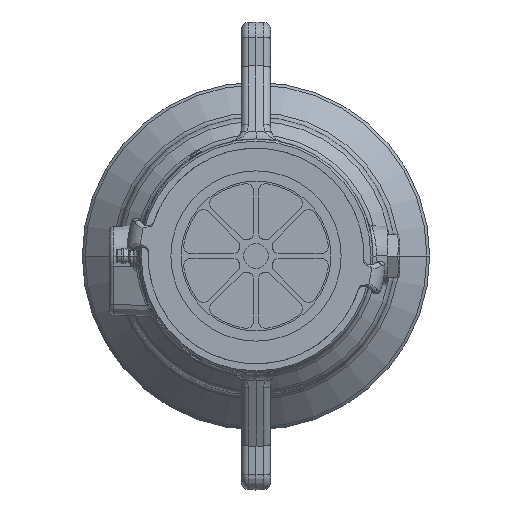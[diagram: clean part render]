
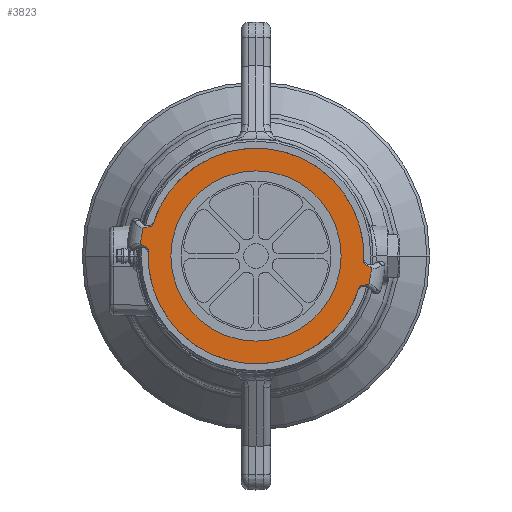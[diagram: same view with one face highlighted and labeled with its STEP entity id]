
A CAD part, left-side view. The second image highlights one B-rep face of the part: STEP entity #3823.
In plain terms, the highlighted planar face has unit normal (-1, 0, 0).
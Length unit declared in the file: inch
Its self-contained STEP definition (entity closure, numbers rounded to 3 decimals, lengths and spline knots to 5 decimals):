
#1=CARTESIAN_POINT('',(-9.938,0.,0.));
#2=DIRECTION('',(-1.,0.,0.));
#3=DIRECTION('',(0.,-0.998,-0.062));
#4=AXIS2_PLACEMENT_3D('',#1,#2,#3);
#954=CARTESIAN_POINT('',(-9.938,-1.96203,-0.02864));
#955=DIRECTION('',(-1.,0.,0.));
#956=DIRECTION('',(0.,0.821,-0.571));
#957=AXIS2_PLACEMENT_3D('',#954,#955,#956);
#959=CARTESIAN_POINT('',(-9.938,-1.93262,
-0.47131));
#960=CARTESIAN_POINT('',(-9.938,-1.94283,
-0.42946));
#961=CARTESIAN_POINT('',(-9.938,-1.96047,
-0.34543));
#962=CARTESIAN_POINT('',(-9.938,-1.97258,
-0.26067));
#963=CARTESIAN_POINT('',(-9.938,-1.97727,
-0.21811));
#965=CARTESIAN_POINT('',(-9.938,-1.8535,-0.64414));
#966=DIRECTION('',(-1.,0.,0.));
#967=DIRECTION('',(0.,0.063,0.998));
#968=AXIS2_PLACEMENT_3D('',#965,#966,#967);
#970=CARTESIAN_POINT('',(-9.938,0.,0.));
#971=DIRECTION('',(1.,0.,0.));
#972=DIRECTION('',(0.,-0.959,-0.284));
#973=AXIS2_PLACEMENT_3D('',#970,#971,#972);
#975=CARTESIAN_POINT('',(-9.938,1.96203,0.02864));
#976=DIRECTION('',(1.,0.,0.));
#977=DIRECTION('',(0.,-0.4,0.916));
#978=AXIS2_PLACEMENT_3D('',#975,#976,#977);
#980=CARTESIAN_POINT('',(-9.938,1.93263,0.47131));
#981=CARTESIAN_POINT('',(-9.938,1.94277,0.42971));
#982=CARTESIAN_POINT('',(-9.938,1.96038,0.34592));
#983=CARTESIAN_POINT('',(-9.938,1.97255,0.26093));
#984=CARTESIAN_POINT('',(-9.938,1.97727,0.21811));
#986=CARTESIAN_POINT('',(-9.938,1.8535,0.64414));
#987=DIRECTION('',(1.,0.,0.));
#988=DIRECTION('',(0.,-0.576,-0.818));
#989=AXIS2_PLACEMENT_3D('',#986,#987,#988);
#991=CARTESIAN_POINT('',(-9.938,0.,0.));
#992=DIRECTION('',(1.,0.,0.));
#993=DIRECTION('',(0.,0.985,0.174));
#994=AXIS2_PLACEMENT_3D('',#991,#992,#993);
#996=CARTESIAN_POINT('',(-9.938,0.,0.));
#997=DIRECTION('',(-1.,0.,0.));
#998=DIRECTION('',(0.,0.985,0.174));
#999=AXIS2_PLACEMENT_3D('',#996,#997,#998);
#1052=CARTESIAN_POINT('',(-9.938,-1.93262,
-0.47131));
#1053=CARTESIAN_POINT('',(-9.938,-1.93174,
-0.47492));
#1054=CARTESIAN_POINT('',(-9.938,-1.92796,
-0.48102));
#1055=CARTESIAN_POINT('',(-9.938,-1.91818,
-0.48714));
#1056=CARTESIAN_POINT('',(-9.938,-1.90631,
-0.49076));
#1057=CARTESIAN_POINT('',(-9.938,-1.89311,
-0.49285));
#1058=CARTESIAN_POINT('',(-9.938,-1.87854,
-0.4941));
#1059=CARTESIAN_POINT('',(-9.938,-1.86237,
-0.49501));
#1060=CARTESIAN_POINT('',(-9.938,-1.85043,
-0.49565));
#1061=CARTESIAN_POINT('',(-9.938,-1.8442,
-0.49604));
#1127=CARTESIAN_POINT('',(-9.938,-1.90264,
-0.16462));
#1128=CARTESIAN_POINT('',(-9.938,-1.90773,
-0.16685));
#1129=CARTESIAN_POINT('',(-9.938,-1.91753,
-0.17104));
#1130=CARTESIAN_POINT('',(-9.938,-1.93095,
-0.17678));
#1131=CARTESIAN_POINT('',(-9.938,-1.94309,
-0.18224));
#1132=CARTESIAN_POINT('',(-9.938,-1.95371,
-0.18767));
#1133=CARTESIAN_POINT('',(-9.938,-1.96321,
-0.19364));
#1134=CARTESIAN_POINT('',(-9.938,-1.97121,
-0.20061));
#1135=CARTESIAN_POINT('',(-9.938,-1.97657,
-0.20868));
#1136=CARTESIAN_POINT('',(-9.938,-1.97763,
-0.21487));
#1137=CARTESIAN_POINT('',(-9.938,-1.97727,
-0.21811));
#1248=CARTESIAN_POINT('',(-9.938,1.90264,
0.16463));
#1249=CARTESIAN_POINT('',(-9.938,1.90772,
0.16685));
#1250=CARTESIAN_POINT('',(-9.938,1.91753,
0.17104));
#1251=CARTESIAN_POINT('',(-9.938,1.93095,
0.17677));
#1252=CARTESIAN_POINT('',(-9.938,1.94308,
0.18225));
#1253=CARTESIAN_POINT('',(-9.938,1.95371,
0.18767));
#1254=CARTESIAN_POINT('',(-9.938,1.96322,
0.19363));
#1255=CARTESIAN_POINT('',(-9.938,1.97122,
0.20061));
#1256=CARTESIAN_POINT('',(-9.938,1.97657,
0.20869));
#1257=CARTESIAN_POINT('',(-9.938,1.97763,
0.21488));
#1258=CARTESIAN_POINT('',(-9.938,1.97727,
0.21811));
#1324=CARTESIAN_POINT('',(-9.938,1.93263,
0.47131));
#1325=CARTESIAN_POINT('',(-9.938,1.93175,
0.47493));
#1326=CARTESIAN_POINT('',(-9.938,1.92796,
0.48102));
#1327=CARTESIAN_POINT('',(-9.938,1.91818,
0.48714));
#1328=CARTESIAN_POINT('',(-9.938,1.90631,
0.49075));
#1329=CARTESIAN_POINT('',(-9.938,1.89312,
0.49286));
#1330=CARTESIAN_POINT('',(-9.938,1.87855,
0.4941));
#1331=CARTESIAN_POINT('',(-9.938,1.86237,
0.49501));
#1332=CARTESIAN_POINT('',(-9.938,1.85043,
0.49565));
#1333=CARTESIAN_POINT('',(-9.938,1.8442,
0.49604));
#2387=CARTESIAN_POINT('',(-9.938,-1.76807,-0.52281));
#2388=CARTESIAN_POINT('',(-9.938,1.84026,0.11344));
#2389=VERTEX_POINT('',#2387);
#2390=VERTEX_POINT('',#2388);
#2391=VERTEX_POINT('',#959);
#2392=VERTEX_POINT('',#963);
#2393=VERTEX_POINT('',#980);
#2394=VERTEX_POINT('',#984);
#2395=VERTEX_POINT('',#1061);
#2396=CARTESIAN_POINT('',(-9.938,-1.84026,-0.11344));
#2397=CARTESIAN_POINT('',(-9.938,-1.90264,-0.16462));
#2398=VERTEX_POINT('',#2396);
#2399=VERTEX_POINT('',#2397);
#2400=VERTEX_POINT('',#1248);
#2401=CARTESIAN_POINT('',(-9.938,1.76807,0.52281));
#2402=CARTESIAN_POINT('',(-9.938,1.8442,0.49605));
#2403=VERTEX_POINT('',#2401);
#2404=VERTEX_POINT('',#2402);
#2441=CARTESIAN_POINT('',(-9.938,1.4329,0.25266));
#2442=CARTESIAN_POINT('',(-9.938,-1.4329,-0.25266));
#2443=VERTEX_POINT('',#2441);
#2444=VERTEX_POINT('',#2442);
#3788=CARTESIAN_POINT('',(-9.938,0.,0.));
#3789=DIRECTION('',(-1.,0.,0.));
#3790=DIRECTION('',(0.,-0.985,-0.174));
#3791=AXIS2_PLACEMENT_3D('',#3788,#3789,#3790);
#3792=PLANE('',#3791);
#3793=ORIENTED_EDGE('',*,*,#2574,.F.);
#3795=ORIENTED_EDGE('',*,*,#3794,.T.);
#3797=ORIENTED_EDGE('',*,*,#3796,.T.);
#3799=ORIENTED_EDGE('',*,*,#3798,.F.);
#3801=ORIENTED_EDGE('',*,*,#3800,.T.);
#3803=ORIENTED_EDGE('',*,*,#3802,.T.);
#3804=ORIENTED_EDGE('',*,*,#2598,.T.);
#3806=ORIENTED_EDGE('',*,*,#3805,.F.);
#3808=ORIENTED_EDGE('',*,*,#3807,.T.);
#3810=ORIENTED_EDGE('',*,*,#3809,.F.);
#3812=ORIENTED_EDGE('',*,*,#3811,.T.);
#3814=ORIENTED_EDGE('',*,*,#3813,.F.);
#3815=EDGE_LOOP('',(#3793,#3795,#3797,#3799,#3801,#3803,#3804,#3806,#3808,#3810,
#3812,#3814));
#3816=FACE_OUTER_BOUND('',#3815,.F.);
#3818=ORIENTED_EDGE('',*,*,#3817,.F.);
#3820=ORIENTED_EDGE('',*,*,#3819,.T.);
#3821=EDGE_LOOP('',(#3818,#3820));
#3822=FACE_BOUND('',#3821,.F.);
#5=CIRCLE('',#4,1.84375);
#958=CIRCLE('',#957,0.14839);
#964=B_SPLINE_CURVE_WITH_KNOTS('',3,(#959,#960,#961,#962,#963),.UNSPECIFIED.,
.F.,.F.,(4,1,4),(0.,0.5,1.),.UNSPECIFIED.);
#969=CIRCLE('',#968,0.14839);
#974=CIRCLE('',#973,1.84375);
#979=CIRCLE('',#978,0.14839);
#985=B_SPLINE_CURVE_WITH_KNOTS('',3,(#980,#981,#982,#983,#984),.UNSPECIFIED.,
.F.,.F.,(4,1,4),(0.,0.5,1.),.UNSPECIFIED.);
#990=CIRCLE('',#989,0.14839);
#995=CIRCLE('',#994,1.455);
#1000=CIRCLE('',#999,1.455);
#1062=B_SPLINE_CURVE_WITH_KNOTS('',3,(#1052,#1053,#1054,#1055,#1056,#1057,#1058,
#1059,#1060,#1061),.UNSPECIFIED.,.F.,.F.,(4,1,1,1,1,1,1,4),(0.,
0.14286,0.28571,0.42857,0.57143,
0.71429,0.85714,1.),.UNSPECIFIED.);
#1138=B_SPLINE_CURVE_WITH_KNOTS('',3,(#1127,#1128,#1129,#1130,#1131,#1132,#1133,
#1134,#1135,#1136,#1137),.UNSPECIFIED.,.F.,.F.,(4,1,1,1,1,1,1,1,4),(0.,
0.125,0.25,0.375,0.5,0.625,0.75,0.875,1.),.UNSPECIFIED.);
#1259=B_SPLINE_CURVE_WITH_KNOTS('',3,(#1248,#1249,#1250,#1251,#1252,#1253,#1254,
#1255,#1256,#1257,#1258),.UNSPECIFIED.,.F.,.F.,(4,1,1,1,1,1,1,1,4),(0.,
0.125,0.25,0.375,0.5,0.625,0.75,0.875,1.),.UNSPECIFIED.);
#1334=B_SPLINE_CURVE_WITH_KNOTS('',3,(#1324,#1325,#1326,#1327,#1328,#1329,#1330,
#1331,#1332,#1333),.UNSPECIFIED.,.F.,.F.,(4,1,1,1,1,1,1,4),(0.,
0.14286,0.28571,0.42857,0.57143,
0.71429,0.85714,1.),.UNSPECIFIED.);
#2574=EDGE_CURVE('',#2398,#2403,#5,.T.);
#2598=EDGE_CURVE('',#2389,#2390,#974,.T.);
#3794=EDGE_CURVE('',#2398,#2399,#958,.T.);
#3796=EDGE_CURVE('',#2399,#2392,#1138,.T.);
#3798=EDGE_CURVE('',#2391,#2392,#964,.T.);
#3800=EDGE_CURVE('',#2391,#2395,#1062,.T.);
#3802=EDGE_CURVE('',#2395,#2389,#969,.T.);
#3805=EDGE_CURVE('',#2400,#2390,#979,.T.);
#3807=EDGE_CURVE('',#2400,#2394,#1259,.T.);
#3809=EDGE_CURVE('',#2393,#2394,#985,.T.);
#3811=EDGE_CURVE('',#2393,#2404,#1334,.T.);
#3813=EDGE_CURVE('',#2403,#2404,#990,.T.);
#3817=EDGE_CURVE('',#2443,#2444,#995,.T.);
#3819=EDGE_CURVE('',#2443,#2444,#1000,.T.);
#3823=ADVANCED_FACE('',(#3816,#3822),#3792,.T.);
